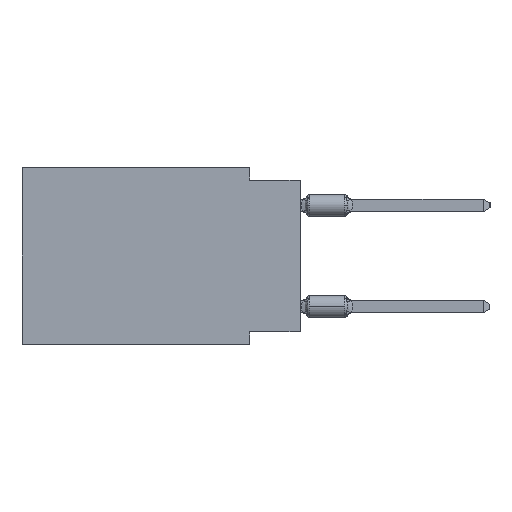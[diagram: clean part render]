
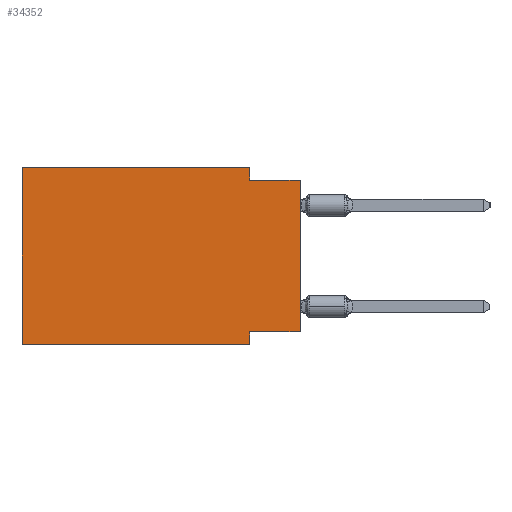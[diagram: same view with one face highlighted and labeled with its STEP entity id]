
A CAD part, left-side view. The second image highlights one B-rep face of the part: STEP entity #34352.
In plain terms, the highlighted planar face has unit normal (-1, 0, 0).
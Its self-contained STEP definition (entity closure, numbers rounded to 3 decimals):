
#2528 = LINE ( 'NONE', #46947, #24238 ) ;
#2758 = CARTESIAN_POINT ( 'NONE',  ( 0., 13.97, 0. ) ) ;
#4045 = ORIENTED_EDGE ( 'NONE', *, *, #41072, .F. ) ;
#5296 = LINE ( 'NONE', #9370, #28678 ) ;
#6483 = ORIENTED_EDGE ( 'NONE', *, *, #26287, .F. ) ;
#6793 = EDGE_CURVE ( 'NONE', #36671, #16017, #33854, .T. ) ;
#6864 = EDGE_CURVE ( 'NONE', #30415, #11999, #9367, .T. ) ;
#7046 = ORIENTED_EDGE ( 'NONE', *, *, #29971, .F. ) ;
#8414 = CARTESIAN_POINT ( 'NONE',  ( 0., 13.97, 0. ) ) ;
#8900 = DIRECTION ( 'NONE',  ( 0., 0., 1. ) ) ;
#9367 = LINE ( 'NONE', #17752, #46430 ) ;
#9370 = CARTESIAN_POINT ( 'NONE',  ( 0., 0., -0.635 ) ) ;
#9610 = DIRECTION ( 'NONE',  ( 0., 1., 0. ) ) ;
#10605 = CARTESIAN_POINT ( 'NONE',  ( 0., 2.54, -8.255 ) ) ;
#10622 = ORIENTED_EDGE ( 'NONE', *, *, #18333, .T. ) ;
#11999 = VERTEX_POINT ( 'NONE', #10605 ) ;
#13380 = VECTOR ( 'NONE', #17393, 1000. ) ;
#14530 = EDGE_LOOP ( 'NONE', ( #10622, #7046, #6483, #35327, #24224, #32111, #4045, #14660 ) ) ;
#14660 = ORIENTED_EDGE ( 'NONE', *, *, #6864, .F. ) ;
#16017 = VERTEX_POINT ( 'NONE', #43398 ) ;
#16283 = CARTESIAN_POINT ( 'NONE',  ( 0., 0., -8.255 ) ) ;
#16592 = LINE ( 'NONE', #41328, #45703 ) ;
#17393 = DIRECTION ( 'NONE',  ( 0., 0., 1. ) ) ;
#17750 = DIRECTION ( 'NONE',  ( 0., 0., -1. ) ) ;
#17752 = CARTESIAN_POINT ( 'NONE',  ( 0., 0., -8.255 ) ) ;
#18010 = CARTESIAN_POINT ( 'NONE',  ( 0., 13.97, 0. ) ) ;
#18245 = DIRECTION ( 'NONE',  ( 0., 0., -1. ) ) ;
#18333 = EDGE_CURVE ( 'NONE', #30415, #30068, #16592, .T. ) ;
#18485 = FACE_OUTER_BOUND ( 'NONE', #14530, .T. ) ;
#18818 = CARTESIAN_POINT ( 'NONE',  ( 0., 2.54, -8.89 ) ) ;
#19338 = VECTOR ( 'NONE', #17750, 1000. ) ;
#19374 = CARTESIAN_POINT ( 'NONE',  ( 0., 13.97, -8.89 ) ) ;
#21118 = VERTEX_POINT ( 'NONE', #28850 ) ;
#21132 = LINE ( 'NONE', #35052, #19338 ) ;
#21526 = VECTOR ( 'NONE', #23194, 1000. ) ;
#23194 = DIRECTION ( 'NONE',  ( 0., -1., 0. ) ) ;
#24224 = ORIENTED_EDGE ( 'NONE', *, *, #39023, .F. ) ;
#24238 = VECTOR ( 'NONE', #28659, 1000. ) ;
#24588 = LINE ( 'NONE', #2758, #13380 ) ;
#25663 = VERTEX_POINT ( 'NONE', #18818 ) ;
#25687 = VECTOR ( 'NONE', #41794, 1000. ) ;
#26287 = EDGE_CURVE ( 'NONE', #16017, #21118, #21132, .T. ) ;
#27852 = DIRECTION ( 'NONE',  ( 0., -1., 0. ) ) ;
#28659 = DIRECTION ( 'NONE',  ( 0., 0., -1. ) ) ;
#28678 = VECTOR ( 'NONE', #27852, 1000. ) ;
#28850 = CARTESIAN_POINT ( 'NONE',  ( 0., 2.54, -0.635 ) ) ;
#29971 = EDGE_CURVE ( 'NONE', #21118, #30068, #5296, .T. ) ;
#30068 = VERTEX_POINT ( 'NONE', #35769 ) ;
#30415 = VERTEX_POINT ( 'NONE', #16283 ) ;
#32111 = ORIENTED_EDGE ( 'NONE', *, *, #37057, .T. ) ;
#33296 = LINE ( 'NONE', #19374, #21526 ) ;
#33854 = LINE ( 'NONE', #8414, #25687 ) ;
#34352 = ADVANCED_FACE ( 'NONE', ( #18485 ), #44192, .F. ) ;
#35052 = CARTESIAN_POINT ( 'NONE',  ( 0., 2.54, 0. ) ) ;
#35327 = ORIENTED_EDGE ( 'NONE', *, *, #6793, .F. ) ;
#35769 = CARTESIAN_POINT ( 'NONE',  ( 0., 0., -0.635 ) ) ;
#36479 = DIRECTION ( 'NONE',  ( 1., 0., 0. ) ) ;
#36671 = VERTEX_POINT ( 'NONE', #45363 ) ;
#37057 = EDGE_CURVE ( 'NONE', #47292, #25663, #33296, .T. ) ;
#38664 = AXIS2_PLACEMENT_3D ( 'NONE', #18010, #36479, #18245 ) ;
#39023 = EDGE_CURVE ( 'NONE', #47292, #36671, #24588, .T. ) ;
#39761 = CARTESIAN_POINT ( 'NONE',  ( 0., 13.97, -8.89 ) ) ;
#41072 = EDGE_CURVE ( 'NONE', #11999, #25663, #2528, .T. ) ;
#41328 = CARTESIAN_POINT ( 'NONE',  ( 0., 0., 0. ) ) ;
#41794 = DIRECTION ( 'NONE',  ( 0., -1., 0. ) ) ;
#43398 = CARTESIAN_POINT ( 'NONE',  ( 0., 2.54, 0. ) ) ;
#44192 = PLANE ( 'NONE',  #38664 ) ;
#45363 = CARTESIAN_POINT ( 'NONE',  ( 0., 13.97, 0. ) ) ;
#45703 = VECTOR ( 'NONE', #8900, 1000. ) ;
#46430 = VECTOR ( 'NONE', #9610, 1000. ) ;
#46947 = CARTESIAN_POINT ( 'NONE',  ( 0., 2.54, -8.89 ) ) ;
#47292 = VERTEX_POINT ( 'NONE', #39761 ) ;
